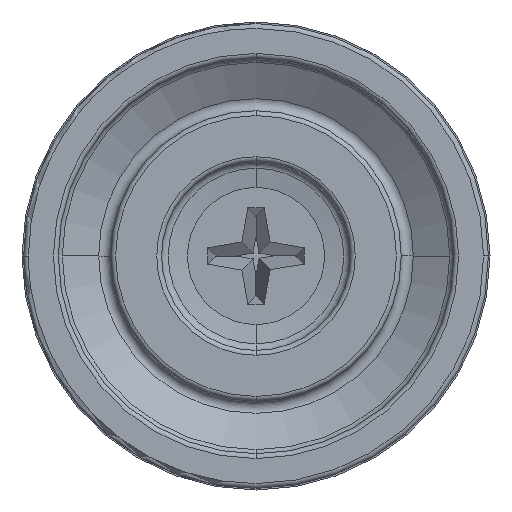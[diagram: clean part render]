
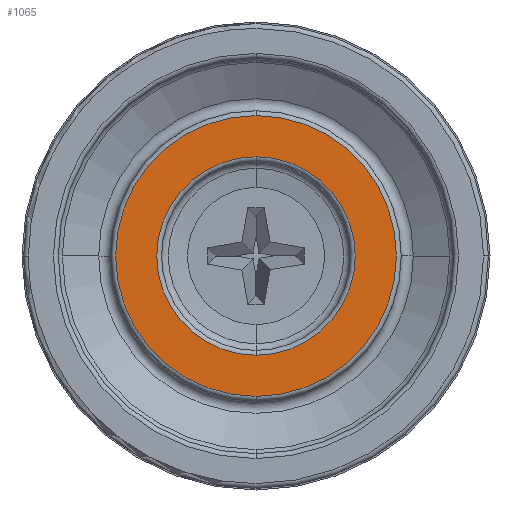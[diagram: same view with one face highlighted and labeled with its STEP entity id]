
A CAD part, front view. The second image highlights one B-rep face of the part: STEP entity #1065.
In plain terms, the highlighted planar face has unit normal (0, -1, 0).
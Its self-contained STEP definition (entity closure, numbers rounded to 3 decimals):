
#21 = EDGE_LOOP ( 'NONE', ( #2807, #2747 ) ) ;
#104 = AXIS2_PLACEMENT_3D ( 'NONE', #1935, #3200, #1654 ) ;
#128 = DIRECTION ( 'NONE',  ( 0., 0., 1. ) ) ;
#222 = FACE_BOUND ( 'NONE', #21, .T. ) ;
#250 = DIRECTION ( 'NONE',  ( 0., 0., 1. ) ) ;
#381 = VERTEX_POINT ( 'NONE', #3075 ) ;
#606 = EDGE_CURVE ( 'NONE', #1184, #381, #1433, .T. ) ;
#617 = PLANE ( 'NONE',  #104 ) ;
#640 = DIRECTION ( 'NONE',  ( 0., 1., 0. ) ) ;
#763 = AXIS2_PLACEMENT_3D ( 'NONE', #1953, #640, #2473 ) ;
#775 = EDGE_CURVE ( 'NONE', #1994, #3384, #3301, .T. ) ;
#874 = EDGE_LOOP ( 'NONE', ( #2043, #2599 ) ) ;
#920 = FACE_OUTER_BOUND ( 'NONE', #874, .T. ) ;
#975 = DIRECTION ( 'NONE',  ( 0., 0., 1. ) ) ;
#1065 = ADVANCED_FACE ( 'NONE', ( #920, #222 ), #617, .F. ) ;
#1158 = DIRECTION ( 'NONE',  ( 0., -1., 0. ) ) ;
#1184 = VERTEX_POINT ( 'NONE', #1713 ) ;
#1433 = CIRCLE ( 'NONE', #1776, 6.15 ) ;
#1499 = CIRCLE ( 'NONE', #1967, 6.15 ) ;
#1654 = DIRECTION ( 'NONE',  ( 0., 0., 1. ) ) ;
#1713 = CARTESIAN_POINT ( 'NONE',  ( 0., 8.365, -6.15 ) ) ;
#1727 = CARTESIAN_POINT ( 'NONE',  ( 0., 8.365, 0. ) ) ;
#1776 = AXIS2_PLACEMENT_3D ( 'NONE', #1727, #1158, #128 ) ;
#1935 = CARTESIAN_POINT ( 'NONE',  ( 5.85, 8.365, 0. ) ) ;
#1953 = CARTESIAN_POINT ( 'NONE',  ( 0., 8.365, 0. ) ) ;
#1967 = AXIS2_PLACEMENT_3D ( 'NONE', #2344, #2873, #250 ) ;
#1994 = VERTEX_POINT ( 'NONE', #3348 ) ;
#2043 = ORIENTED_EDGE ( 'NONE', *, *, #775, .F. ) ;
#2269 = DIRECTION ( 'NONE',  ( 0., 1., 0. ) ) ;
#2344 = CARTESIAN_POINT ( 'NONE',  ( 0., 8.365, 0. ) ) ;
#2411 = AXIS2_PLACEMENT_3D ( 'NONE', #2541, #2269, #975 ) ;
#2441 = EDGE_CURVE ( 'NONE', #3384, #1994, #3365, .T. ) ;
#2473 = DIRECTION ( 'NONE',  ( 0., 0., 1. ) ) ;
#2541 = CARTESIAN_POINT ( 'NONE',  ( 0., 8.365, 0. ) ) ;
#2599 = ORIENTED_EDGE ( 'NONE', *, *, #2441, .F. ) ;
#2747 = ORIENTED_EDGE ( 'NONE', *, *, #606, .F. ) ;
#2807 = ORIENTED_EDGE ( 'NONE', *, *, #3406, .F. ) ;
#2830 = CARTESIAN_POINT ( 'NONE',  ( 0., 8.365, -8.7 ) ) ;
#2873 = DIRECTION ( 'NONE',  ( 0., -1., 0. ) ) ;
#3075 = CARTESIAN_POINT ( 'NONE',  ( 0., 8.365, 6.15 ) ) ;
#3200 = DIRECTION ( 'NONE',  ( 0., 1., 0. ) ) ;
#3301 = CIRCLE ( 'NONE', #2411, 8.7 ) ;
#3348 = CARTESIAN_POINT ( 'NONE',  ( 0., 8.365, 8.7 ) ) ;
#3365 = CIRCLE ( 'NONE', #763, 8.7 ) ;
#3384 = VERTEX_POINT ( 'NONE', #2830 ) ;
#3406 = EDGE_CURVE ( 'NONE', #381, #1184, #1499, .T. ) ;
